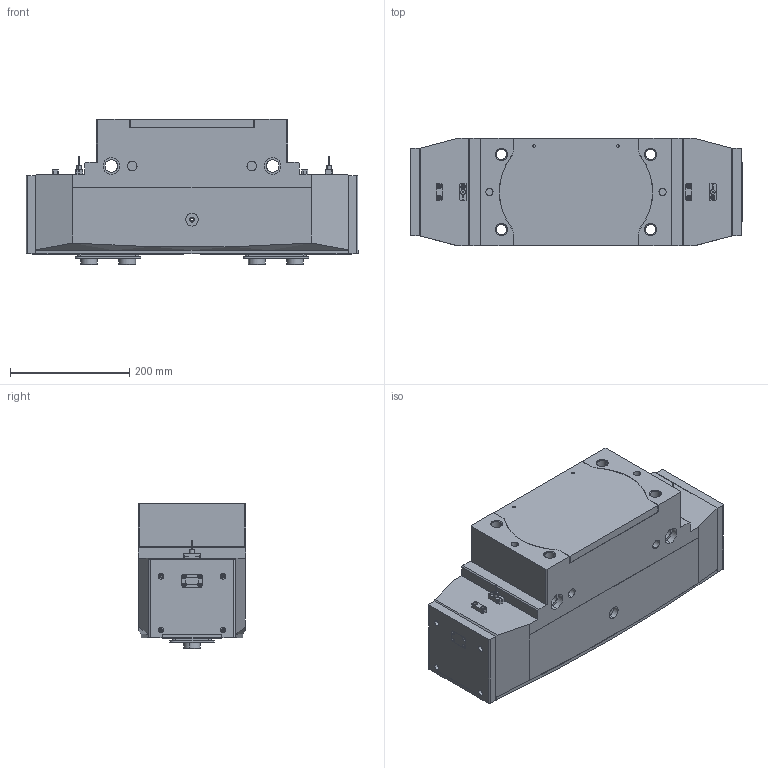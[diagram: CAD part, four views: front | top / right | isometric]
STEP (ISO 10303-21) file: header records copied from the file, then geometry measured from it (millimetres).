
FILE_DESCRIPTION (( 'STEP AP203' ), '1' );
FILE_NAME ('FR191-525-L-P.STEP', '2025-04-01T01:54:48', ( 'USER-' ), ( 'Microsoft' ), 'SwSTEP 2.0', 'SolidWorks 2018', '' );
FILE_SCHEMA (( 'CONFIG_CONTROL_DESIGN' ));
Length unit declared in the file: millimetre
Products named in the file (18): TR191-525-LT-01B-P 褲极; 38x18-R5; TR191-525-L-31 眄輸蹟譫; TR191-525-LT-02B 喘倰賑輸; 20-28x30种杶; 晚假蚾輸B; FR191-525-L-P; TR191-525-L-12 耜猾极; TR191-525-L-11 奻葡裔啣; TR191-525-L-14 忒硌薊啣; TR240-15耜猾苤裔耀倰; 内六角圆柱头螺钉[GBT70_1-2008][M3×10]_M3×10; TR191-525-L-30 羲壽標輸; TR191-525-L-13 移动挡板(默认); 大感测压块装配体; TR191-525-LT-05 菁裔啣; M8-45諉輪羲壽尨砩; TR191-525-L-32 謂猾輸
Assembly tree (31 placements, depth 3):
  FR191-525-L-P
    TR191-525-LT-01B-P 褲极
    TR191-525-LT-02B 喘倰賑輸  x2
    M8-45諉輪羲壽尨砩  x2
    TR191-525-L-32 謂猾輸  x2
    20-28x30种杶  x4
    TR191-525-L-30 羲壽標輸  x2
    TR191-525-L-31 眄輸蹟譫  x2
    TR191-525-LT-05 菁裔啣
    TR191-525-L-11 奻葡裔啣
    TR191-525-L-12 耜猾极  x2
    TR240-15耜猾苤裔耀倰  x2
    TR191-525-L-14 忒硌薊啣  x2
    TR191-525-L-13 移动挡板(默认)  x2
    38x18-R5
    大感测压块装配体  x2
      晚假蚾輸B
      内六角圆柱头螺钉[GBT70_1-2008][M3×10]_M3×10
Bounding box: 556 x 180 x 243 mm (x, y, z)
Volume: 16535931.4 mm3; surface area: 1364064.4 mm2
Topology: 32 solids, 32 shells, 1825 faces, 4647 edges, 2924 vertices
Faces by surface type: plane 755, cylinder 577, cone 322, bspline 155, torus 16
Entity records: 49125 total; most frequent: CARTESIAN_POINT 14057, ORIENTED_EDGE 6878, DIRECTION 6565, EDGE_CURVE 3439, VERTEX_POINT 2220, AXIS2_PLACEMENT_3D 2220, LINE 2125, VECTOR 2125
